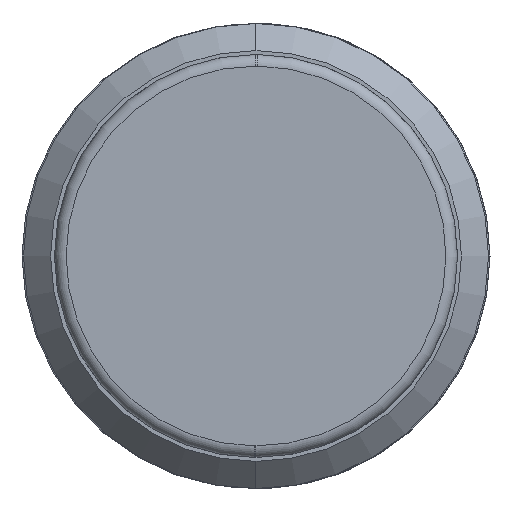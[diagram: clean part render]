
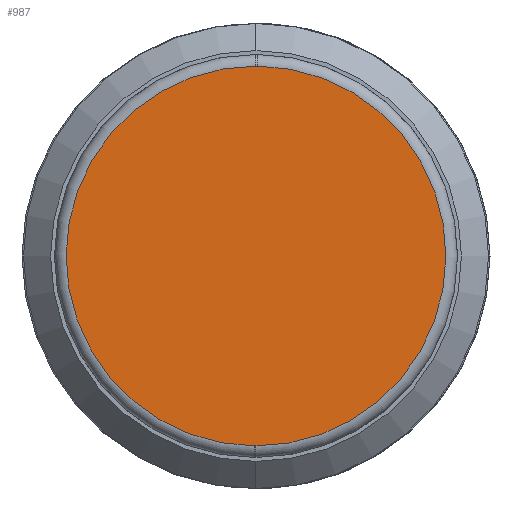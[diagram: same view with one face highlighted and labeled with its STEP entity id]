
A CAD part, front view. The second image highlights one B-rep face of the part: STEP entity #987.
In plain terms, the highlighted planar face has unit normal (0, -1, 0).
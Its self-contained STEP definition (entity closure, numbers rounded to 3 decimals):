
#987=ADVANCED_FACE('',(#1921),#1922,.F.);
#1921=FACE_OUTER_BOUND('',#2892,.T.);
#1922=PLANE('',#2893);
#2892=EDGE_LOOP('',(#5017,#5018,#5019,#5020));
#2893=AXIS2_PLACEMENT_3D('',#5021,#5022,#5023);
#5017=ORIENTED_EDGE('',*,*,#5761,.T.);
#5018=ORIENTED_EDGE('',*,*,#5736,.T.);
#5019=ORIENTED_EDGE('',*,*,#5759,.T.);
#5020=ORIENTED_EDGE('',*,*,#5741,.T.);
#5021=CARTESIAN_POINT('',(0.0,-8.0,0.0));
#5022=DIRECTION('',(-0.0,1.0,0.0));
#5023=DIRECTION('',(1.0,0.0,0.0));
#5736=EDGE_CURVE('',#6704,#6708,#6710,.T.);
#5741=EDGE_CURVE('',#6713,#6717,#6719,.T.);
#5759=EDGE_CURVE('',#6708,#6713,#6743,.T.);
#5761=EDGE_CURVE('',#6717,#6704,#6745,.T.);
#6704=VERTEX_POINT('',#10820);
#6708=VERTEX_POINT('',#10824);
#6710=CIRCLE('',#10826,4.9);
#6713=VERTEX_POINT('',#10829);
#6717=VERTEX_POINT('',#10833);
#6719=CIRCLE('',#10835,4.9);
#6743=CIRCLE('',#10863,4.9);
#6745=CIRCLE('',#10865,4.9);
#10820=CARTESIAN_POINT('',(-0.04,-8.0,-4.9));
#10824=CARTESIAN_POINT('',(0.0,-8.0,-4.9));
#10826=AXIS2_PLACEMENT_3D('',#11528,#11529,#11530);
#10829=CARTESIAN_POINT('',(0.04,-8.0,4.9));
#10833=CARTESIAN_POINT('',(0.0,-8.0,4.9));
#10835=AXIS2_PLACEMENT_3D('',#11540,#11541,#11542);
#10863=AXIS2_PLACEMENT_3D('',#11568,#11569,#11570);
#10865=AXIS2_PLACEMENT_3D('',#11571,#11572,#11573);
#11528=CARTESIAN_POINT('',(0.0,-8.0,0.0));
#11529=DIRECTION('',(0.0,-1.0,0.0));
#11530=DIRECTION('',(0.0,0.0,1.0));
#11540=CARTESIAN_POINT('',(0.0,-8.0,0.0));
#11541=DIRECTION('',(0.0,-1.0,0.0));
#11542=DIRECTION('',(0.0,0.0,-1.0));
#11568=CARTESIAN_POINT('',(0.0,-8.0,0.0));
#11569=DIRECTION('',(0.0,-1.0,0.0));
#11570=DIRECTION('',(0.0,0.0,-1.0));
#11571=CARTESIAN_POINT('',(0.0,-8.0,0.0));
#11572=DIRECTION('',(0.0,-1.0,0.0));
#11573=DIRECTION('',(0.0,0.0,1.0));
